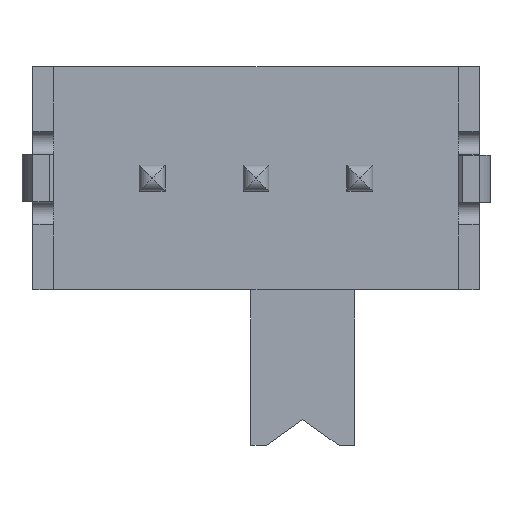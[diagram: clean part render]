
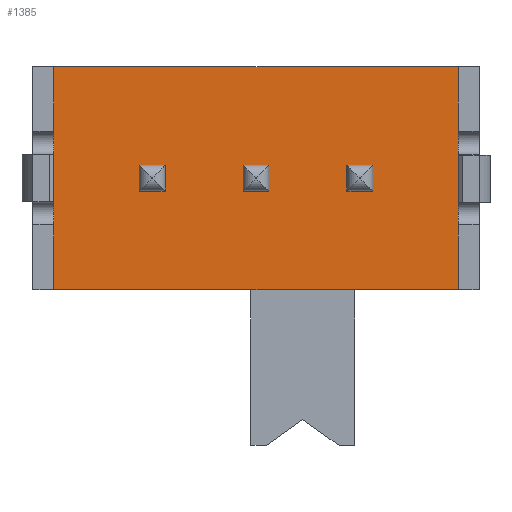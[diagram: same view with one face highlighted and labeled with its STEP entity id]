
A CAD part, front view. The second image highlights one B-rep face of the part: STEP entity #1385.
In plain terms, the highlighted planar face has unit normal (0, -1, 0).
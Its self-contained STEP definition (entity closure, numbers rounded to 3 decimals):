
#21=FACE_BOUND('',#205,.T.);
#22=FACE_BOUND('',#206,.T.);
#23=FACE_BOUND('',#207,.T.);
#53=PLANE('',#1499);
#127=FACE_OUTER_BOUND('',#204,.T.);
#204=EDGE_LOOP('',(#1090,#1091,#1092,#1093));
#205=EDGE_LOOP('',(#1094,#1095,#1096,#1097));
#206=EDGE_LOOP('',(#1098,#1099,#1100,#1101));
#207=EDGE_LOOP('',(#1102,#1103,#1104,#1105));
#271=LINE('',#1931,#436);
#274=LINE('',#1936,#439);
#284=LINE('',#1966,#449);
#287=LINE('',#1971,#452);
#297=LINE('',#2001,#462);
#300=LINE('',#2006,#465);
#314=LINE('',#2047,#479);
#332=LINE('',#2089,#497);
#346=LINE('',#2122,#511);
#359=LINE('',#2144,#524);
#360=LINE('',#2147,#525);
#361=LINE('',#2148,#526);
#362=LINE('',#2150,#527);
#363=LINE('',#2151,#528);
#364=LINE('',#2153,#529);
#365=LINE('',#2154,#530);
#436=VECTOR('',#1568,10.);
#439=VECTOR('',#1573,10.);
#449=VECTOR('',#1603,10.);
#452=VECTOR('',#1608,10.);
#462=VECTOR('',#1638,10.);
#465=VECTOR('',#1643,10.);
#479=VECTOR('',#1675,10.);
#497=VECTOR('',#1705,10.);
#511=VECTOR('',#1739,10.);
#524=VECTOR('',#1754,10.);
#525=VECTOR('',#1757,10.);
#526=VECTOR('',#1758,10.);
#527=VECTOR('',#1759,10.);
#528=VECTOR('',#1760,10.);
#529=VECTOR('',#1761,10.);
#530=VECTOR('',#1762,10.);
#600=VERTEX_POINT('',#1928);
#601=VERTEX_POINT('',#1930);
#602=VERTEX_POINT('',#1934);
#611=VERTEX_POINT('',#1963);
#612=VERTEX_POINT('',#1965);
#613=VERTEX_POINT('',#1969);
#622=VERTEX_POINT('',#1998);
#623=VERTEX_POINT('',#2000);
#624=VERTEX_POINT('',#2004);
#641=VERTEX_POINT('',#2044);
#642=VERTEX_POINT('',#2046);
#659=VERTEX_POINT('',#2086);
#660=VERTEX_POINT('',#2088);
#678=VERTEX_POINT('',#2146);
#679=VERTEX_POINT('',#2149);
#680=VERTEX_POINT('',#2152);
#729=EDGE_CURVE('',#600,#601,#271,.T.);
#732=EDGE_CURVE('',#602,#600,#274,.T.);
#746=EDGE_CURVE('',#611,#612,#284,.T.);
#749=EDGE_CURVE('',#613,#611,#287,.T.);
#763=EDGE_CURVE('',#622,#623,#297,.T.);
#766=EDGE_CURVE('',#624,#622,#300,.T.);
#785=EDGE_CURVE('',#641,#642,#314,.T.);
#806=EDGE_CURVE('',#659,#660,#332,.T.);
#824=EDGE_CURVE('',#660,#641,#346,.T.);
#837=EDGE_CURVE('',#642,#659,#359,.T.);
#838=EDGE_CURVE('',#678,#624,#360,.T.);
#839=EDGE_CURVE('',#623,#678,#361,.T.);
#840=EDGE_CURVE('',#679,#613,#362,.T.);
#841=EDGE_CURVE('',#612,#679,#363,.T.);
#842=EDGE_CURVE('',#680,#602,#364,.T.);
#843=EDGE_CURVE('',#601,#680,#365,.T.);
#1090=ORIENTED_EDGE('',*,*,#806,.F.);
#1091=ORIENTED_EDGE('',*,*,#837,.F.);
#1092=ORIENTED_EDGE('',*,*,#785,.F.);
#1093=ORIENTED_EDGE('',*,*,#824,.F.);
#1094=ORIENTED_EDGE('',*,*,#763,.F.);
#1095=ORIENTED_EDGE('',*,*,#766,.F.);
#1096=ORIENTED_EDGE('',*,*,#838,.F.);
#1097=ORIENTED_EDGE('',*,*,#839,.F.);
#1098=ORIENTED_EDGE('',*,*,#840,.F.);
#1099=ORIENTED_EDGE('',*,*,#841,.F.);
#1100=ORIENTED_EDGE('',*,*,#746,.F.);
#1101=ORIENTED_EDGE('',*,*,#749,.F.);
#1102=ORIENTED_EDGE('',*,*,#842,.F.);
#1103=ORIENTED_EDGE('',*,*,#843,.F.);
#1104=ORIENTED_EDGE('',*,*,#729,.F.);
#1105=ORIENTED_EDGE('',*,*,#732,.F.);
#1385=ADVANCED_FACE('',(#127,#21,#22,#23),#53,.F.);
#1499=AXIS2_PLACEMENT_3D('',#2145,#1755,#1756);
#1568=DIRECTION('',(0.,0.,-1.));
#1573=DIRECTION('',(-1.,0.,0.));
#1603=DIRECTION('',(0.,0.,-1.));
#1608=DIRECTION('',(-1.,0.,0.));
#1638=DIRECTION('',(0.,0.,-1.));
#1643=DIRECTION('',(-1.,0.,0.));
#1675=DIRECTION('',(-1.,0.,0.));
#1705=DIRECTION('',(1.,0.,0.));
#1739=DIRECTION('',(0.,0.,-1.));
#1754=DIRECTION('',(0.,0.,1.));
#1755=DIRECTION('center_axis',(0.,1.,0.));
#1756=DIRECTION('ref_axis',(0.,0.,1.));
#1757=DIRECTION('',(0.,0.,1.));
#1758=DIRECTION('',(1.,0.,0.));
#1759=DIRECTION('',(0.,0.,1.));
#1760=DIRECTION('',(1.,0.,0.));
#1761=DIRECTION('',(0.,0.,1.));
#1762=DIRECTION('',(1.,0.,0.));
#1928=CARTESIAN_POINT('',(6.05,0.5,2.4));
#1930=CARTESIAN_POINT('',(6.05,0.5,1.9));
#1931=CARTESIAN_POINT('',(6.05,0.5,1.9));
#1934=CARTESIAN_POINT('',(6.55,0.5,2.4));
#1936=CARTESIAN_POINT('',(6.05,0.5,2.4));
#1963=CARTESIAN_POINT('',(4.05,0.5,2.4));
#1965=CARTESIAN_POINT('',(4.05,0.5,1.9));
#1966=CARTESIAN_POINT('',(4.05,0.5,1.9));
#1969=CARTESIAN_POINT('',(4.55,0.5,2.4));
#1971=CARTESIAN_POINT('',(4.05,0.5,2.4));
#1998=CARTESIAN_POINT('',(2.05,0.5,2.4));
#2000=CARTESIAN_POINT('',(2.05,0.5,1.9));
#2001=CARTESIAN_POINT('',(2.05,0.5,1.9));
#2004=CARTESIAN_POINT('',(2.55,0.5,2.4));
#2006=CARTESIAN_POINT('',(2.05,0.5,2.4));
#2044=CARTESIAN_POINT('',(8.2,0.5,0.));
#2046=CARTESIAN_POINT('',(0.4,0.5,0.));
#2047=CARTESIAN_POINT('',(6.45,0.5,0.));
#2086=CARTESIAN_POINT('',(0.4,0.5,4.3));
#2088=CARTESIAN_POINT('',(8.2,0.5,4.3));
#2089=CARTESIAN_POINT('',(2.15,0.5,4.3));
#2122=CARTESIAN_POINT('',(8.2,0.5,0.));
#2144=CARTESIAN_POINT('',(0.4,0.5,4.3));
#2145=CARTESIAN_POINT('Origin',(4.3,0.5,2.15));
#2146=CARTESIAN_POINT('',(2.55,0.5,1.9));
#2147=CARTESIAN_POINT('',(2.55,0.5,2.4));
#2148=CARTESIAN_POINT('',(2.55,0.5,1.9));
#2149=CARTESIAN_POINT('',(4.55,0.5,1.9));
#2150=CARTESIAN_POINT('',(4.55,0.5,2.4));
#2151=CARTESIAN_POINT('',(4.55,0.5,1.9));
#2152=CARTESIAN_POINT('',(6.55,0.5,1.9));
#2153=CARTESIAN_POINT('',(6.55,0.5,2.4));
#2154=CARTESIAN_POINT('',(6.55,0.5,1.9));
